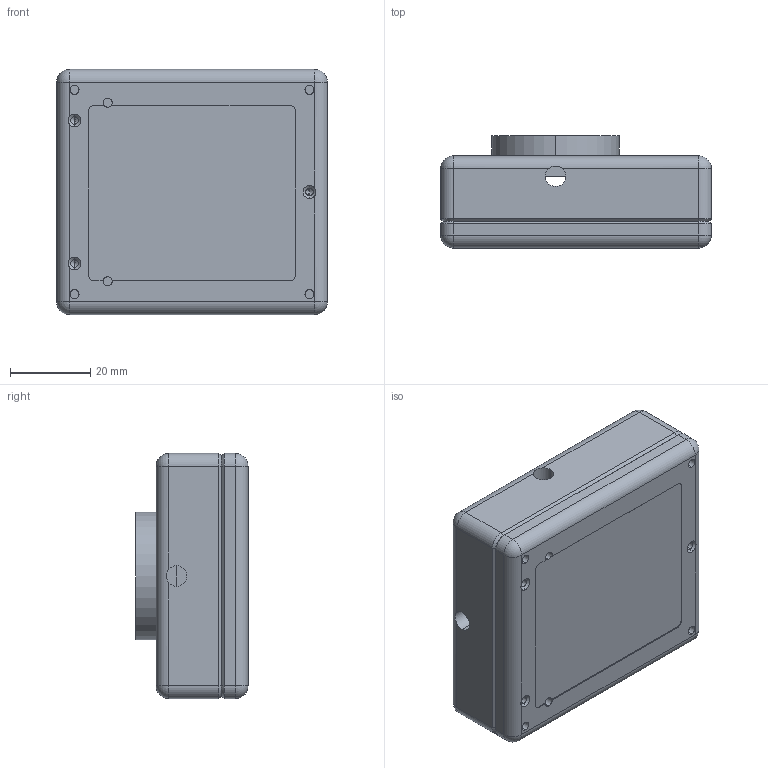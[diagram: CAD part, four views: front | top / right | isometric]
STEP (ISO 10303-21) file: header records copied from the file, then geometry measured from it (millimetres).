
FILE_DESCRIPTION (( 'STEP AP214' ), '1' );
FILE_NAME ('DataRay Inc_WinCamDv2.STEP', '2013-10-16T20:47:01', ( '' ), ( '' ), 'SwSTEP 2.0', 'SolidWorks 2013', '' );
FILE_SCHEMA (( 'AUTOMOTIVE_DESIGN' ));
Length unit declared in the file: millimetre
Products named in the file (6): WinCamDtop; C-mount ND filter; glasss ND filter; CMount ND filter assembly; BeamMap Back; DataRay Inc_WinCamDv2
Assembly tree (5 placements, depth 3):
  DataRay Inc_WinCamDv2
    BeamMap Back
    WinCamDtop
    CMount ND filter assembly
      C-mount ND filter
      glasss ND filter
Bounding box: 67.31 x 27.86 x 60.96 mm (x, y, z)
Volume: 54834.2 mm3; surface area: 27696.2 mm2
Topology: 4 solids, 4 shells, 187 faces, 504 edges, 309 vertices
Faces by surface type: cylinder 87, plane 72, cone 20, sphere 8
Entity records: 6137 total; most frequent: DIRECTION 1086, CARTESIAN_POINT 1075, ORIENTED_EDGE 980, EDGE_CURVE 490, AXIS2_PLACEMENT_3D 406, VERTEX_POINT 309, VECTOR 274, LINE 274
